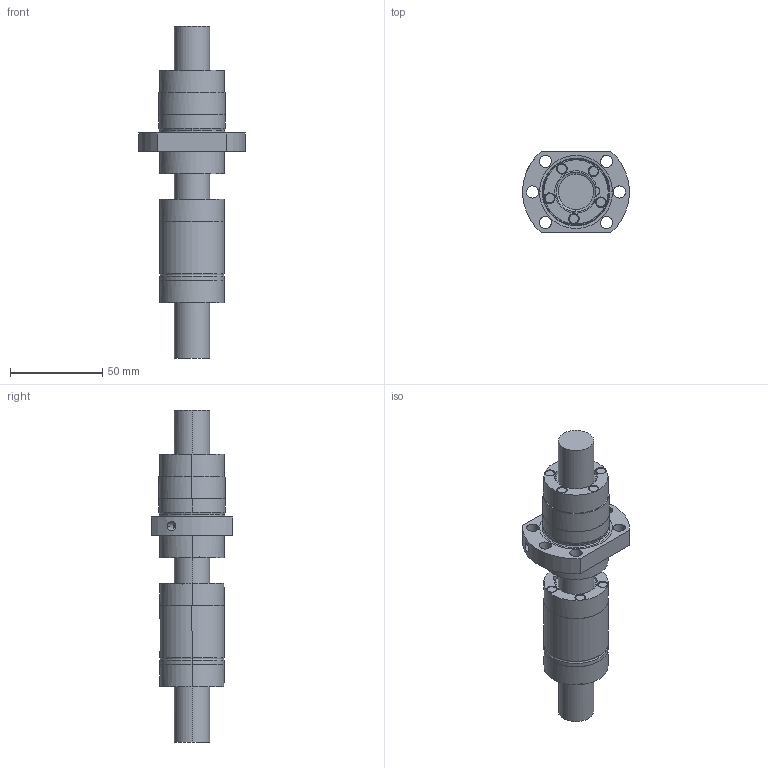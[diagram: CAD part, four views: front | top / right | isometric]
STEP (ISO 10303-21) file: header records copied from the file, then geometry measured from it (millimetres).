
FILE_DESCRIPTION(('Creo Elements/Direct Modeling STEP Export'),'2;1');
FILE_NAME('HSB-KGT-M-2050RH-5g.stp','2015-05-08T 9:51:50',(''),(''),'Creo Elements/Direct Modeling STEP processor for AP214 (Solid Model)','Creo Elements/Direct Modeling 18.1F 24-Jul-2014 (C) Parametric Technology GmbH','');
FILE_SCHEMA(('AUTOMOTIVE_DESIGN { 1 0 10303 214 1 1 1 1 }'));
Length unit declared in the file: millimetre
Products named in the file (3): HSB-KGM-F-2050RH-5g_22579; HSB-KGM-M-2050RH-5g_20771; HSB-KGS-2050RH-5g-T7_23874
Bounding box: 58 x 44 x 180 mm (x, y, z)
Volume: 137098.2 mm3; surface area: 37740.4 mm2
Topology: 3 solids, 3 shells, 194 faces, 564 edges, 388 vertices
Faces by surface type: cylinder 94, cone 54, plane 42, torus 4
Entity records: 9155 total; most frequent: CARTESIAN_POINT 2922, ORIENTED_EDGE 1128, DIRECTION 846, EDGE_CURVE 564, VERTEX_POINT 388, AXIS2_PLACEMENT_3D 343, EDGE_LOOP 224, COLOUR_RGB 197
